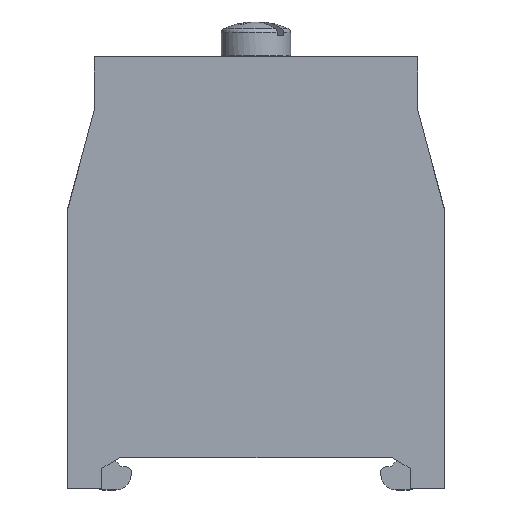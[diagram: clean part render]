
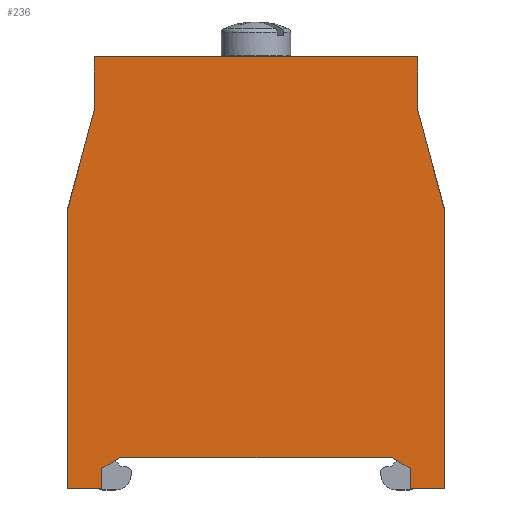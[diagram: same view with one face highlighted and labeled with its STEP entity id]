
A CAD part, top view. The second image highlights one B-rep face of the part: STEP entity #236.
In plain terms, the highlighted planar face has unit normal (0, -0.006, 1).
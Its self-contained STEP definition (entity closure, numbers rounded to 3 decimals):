
#236=ADVANCED_FACE('',(#373),#317,.T.);
#317=PLANE('',#1665);
#373=FACE_OUTER_BOUND('',#455,.T.);
#455=EDGE_LOOP('',(#619,#620,#621,#622,#623,#624,#625,#626,#627,#628,#629,
#630,#631,#632));
#619=ORIENTED_EDGE('',*,*,#1172,.T.);
#620=ORIENTED_EDGE('',*,*,#1141,.T.);
#621=ORIENTED_EDGE('',*,*,#1176,.T.);
#622=ORIENTED_EDGE('',*,*,#1151,.T.);
#623=ORIENTED_EDGE('',*,*,#1177,.T.);
#624=ORIENTED_EDGE('',*,*,#1159,.T.);
#625=ORIENTED_EDGE('',*,*,#1180,.T.);
#626=ORIENTED_EDGE('',*,*,#1169,.T.);
#627=ORIENTED_EDGE('',*,*,#1181,.T.);
#628=ORIENTED_EDGE('',*,*,#1184,.T.);
#629=ORIENTED_EDGE('',*,*,#1187,.T.);
#630=ORIENTED_EDGE('',*,*,#1194,.T.);
#631=ORIENTED_EDGE('',*,*,#1197,.T.);
#632=ORIENTED_EDGE('',*,*,#1200,.T.);
#988=VERTEX_POINT('',#2212);
#989=VERTEX_POINT('',#2214);
#996=VERTEX_POINT('',#2232);
#997=VERTEX_POINT('',#2234);
#1004=VERTEX_POINT('',#2249);
#1005=VERTEX_POINT('',#2251);
#1012=VERTEX_POINT('',#2269);
#1013=VERTEX_POINT('',#2271);
#1015=VERTEX_POINT('',#2277);
#1017=VERTEX_POINT('',#2292);
#1019=VERTEX_POINT('',#2298);
#1021=VERTEX_POINT('',#2304);
#1027=VERTEX_POINT('',#2353);
#1029=VERTEX_POINT('',#2359);
#1141=EDGE_CURVE('',#989,#988,#1371,.T.);
#1151=EDGE_CURVE('',#997,#996,#1381,.T.);
#1159=EDGE_CURVE('',#1005,#1004,#1389,.T.);
#1169=EDGE_CURVE('',#1013,#1012,#1398,.T.);
#1172=EDGE_CURVE('',#1015,#989,#1401,.T.);
#1176=EDGE_CURVE('',#988,#997,#1405,.T.);
#1177=EDGE_CURVE('',#996,#1005,#1406,.T.);
#1180=EDGE_CURVE('',#1004,#1013,#1409,.T.);
#1181=EDGE_CURVE('',#1012,#1017,#1410,.T.);
#1184=EDGE_CURVE('',#1017,#1019,#1413,.T.);
#1187=EDGE_CURVE('',#1019,#1021,#1416,.T.);
#1194=EDGE_CURVE('',#1021,#1027,#1420,.T.);
#1197=EDGE_CURVE('',#1027,#1029,#1423,.T.);
#1200=EDGE_CURVE('',#1029,#1015,#1426,.T.);
#1371=LINE('',#2213,#1510);
#1381=LINE('',#2233,#1520);
#1389=LINE('',#2250,#1528);
#1398=LINE('',#2270,#1537);
#1401=LINE('',#2276,#1540);
#1405=LINE('',#2283,#1544);
#1406=LINE('',#2285,#1545);
#1409=LINE('',#2289,#1548);
#1410=LINE('',#2291,#1549);
#1413=LINE('',#2297,#1552);
#1416=LINE('',#2303,#1555);
#1420=LINE('',#2352,#1559);
#1423=LINE('',#2358,#1562);
#1426=LINE('',#2364,#1565);
#1510=VECTOR('',#1792,1.);
#1520=VECTOR('',#1806,1.);
#1528=VECTOR('',#1816,1.);
#1537=VECTOR('',#1831,1.);
#1540=VECTOR('',#1836,1.);
#1544=VECTOR('',#1842,1.);
#1545=VECTOR('',#1845,1.);
#1548=VECTOR('',#1850,1.);
#1549=VECTOR('',#1853,1.);
#1552=VECTOR('',#1858,1.);
#1555=VECTOR('',#1863,1.);
#1559=VECTOR('',#1869,1.);
#1562=VECTOR('',#1874,1.);
#1565=VECTOR('',#1879,1.);
#1665=AXIS2_PLACEMENT_3D('',#2368,#1885,#1886);
#1792=DIRECTION('',(1.,0.,0.));
#1806=DIRECTION('',(0.866,0.5,0.003));
#1816=DIRECTION('',(0.866,-0.5,-0.003));
#1831=DIRECTION('',(1.,0.,0.));
#1836=DIRECTION('',(0.,-1.,-0.006));
#1842=DIRECTION('',(0.,1.,0.006));
#1845=DIRECTION('',(1.,0.,0.));
#1850=DIRECTION('',(0.,-1.,-0.006));
#1853=DIRECTION('',(0.,1.,0.006));
#1858=DIRECTION('',(-0.259,0.966,0.006));
#1863=DIRECTION('',(0.,1.,0.006));
#1869=DIRECTION('',(-1.,0.,0.));
#1874=DIRECTION('',(0.,-1.,-0.006));
#1879=DIRECTION('',(-0.259,-0.966,-0.006));
#1885=DIRECTION('',(0.,-0.006,1.));
#1886=DIRECTION('',(0.,-1.,-0.006));
#2212=CARTESIAN_POINT('',(-20.,-4.004,9.976));
#2213=CARTESIAN_POINT('',(-24.5,-4.004,9.976));
#2214=CARTESIAN_POINT('',(-24.5,-4.004,9.976));
#2232=CARTESIAN_POINT('',(-17.699,-0.061,10.));
#2233=CARTESIAN_POINT('',(-20.,-1.39,9.992));
#2234=CARTESIAN_POINT('',(-20.,-1.39,9.992));
#2249=CARTESIAN_POINT('',(20.,-1.39,9.992));
#2250=CARTESIAN_POINT('',(17.699,-0.061,10.));
#2251=CARTESIAN_POINT('',(17.699,-0.061,10.));
#2269=CARTESIAN_POINT('',(24.5,-4.004,9.976));
#2270=CARTESIAN_POINT('',(20.,-4.004,9.976));
#2271=CARTESIAN_POINT('',(20.,-4.004,9.976));
#2276=CARTESIAN_POINT('',(-24.5,31.934,10.195));
#2277=CARTESIAN_POINT('',(-24.5,31.934,10.195));
#2283=CARTESIAN_POINT('',(-20.,-4.004,9.976));
#2285=CARTESIAN_POINT('',(-17.699,-0.061,10.));
#2289=CARTESIAN_POINT('',(20.,-1.39,9.992));
#2291=CARTESIAN_POINT('',(24.5,-4.004,9.976));
#2292=CARTESIAN_POINT('',(24.5,31.934,10.195));
#2297=CARTESIAN_POINT('',(24.5,31.934,10.195));
#2298=CARTESIAN_POINT('',(21.,44.996,10.275));
#2303=CARTESIAN_POINT('',(21.,44.996,10.275));
#2304=CARTESIAN_POINT('',(21.,51.984,10.318));
#2352=CARTESIAN_POINT('',(21.,51.984,10.318));
#2353=CARTESIAN_POINT('',(-21.,51.984,10.318));
#2358=CARTESIAN_POINT('',(-21.,51.984,10.318));
#2359=CARTESIAN_POINT('',(-21.,44.996,10.275));
#2364=CARTESIAN_POINT('',(-21.,44.996,10.275));
#2368=CARTESIAN_POINT('',(0.,51.966,10.318));
